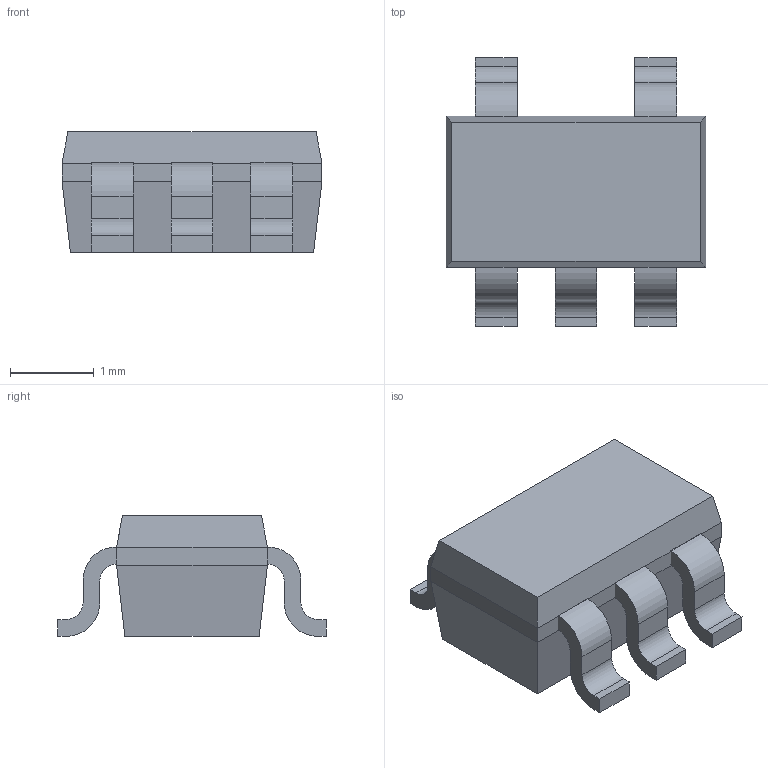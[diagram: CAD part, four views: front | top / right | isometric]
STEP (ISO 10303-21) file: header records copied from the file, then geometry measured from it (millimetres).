
FILE_DESCRIPTION (( 'STEP AP214' ), '1' );
FILE_NAME ('User Library-SOT23-5-3.STEP', '2017-03-20T05:51:47', ( 'Windows User' ), ( '' ), 'SwSTEP 2.0', 'SolidWorks 2017', '' );
FILE_SCHEMA (( 'AUTOMOTIVE_DESIGN' ));
Length unit declared in the file: millimetre
Products named in the file (3): User Library-SOT23-5-3_Fusion; User Library-SOT23-5-3_Free-Models003; User Library-SOT23-5-3
Assembly tree (2 placements, depth 2):
  User Library-SOT23-5-3
    User Library-SOT23-5-3_Free-Models003
    User Library-SOT23-5-3_Fusion
Bounding box: 3.1 x 3.2 x 1.44 mm (x, y, z)
Volume: 8.7 mm3; surface area: 40.3 mm2
Topology: 4 solids, 4 shells, 72 faces, 188 edges, 124 vertices
Faces by surface type: plane 52, cylinder 20
Entity records: 3120 total; most frequent: CARTESIAN_POINT 389, DIRECTION 382, ORIENTED_EDGE 376, EDGE_CURVE 188, LINE 148, VECTOR 148, VERTEX_POINT 124, AXIS2_PLACEMENT_3D 117
